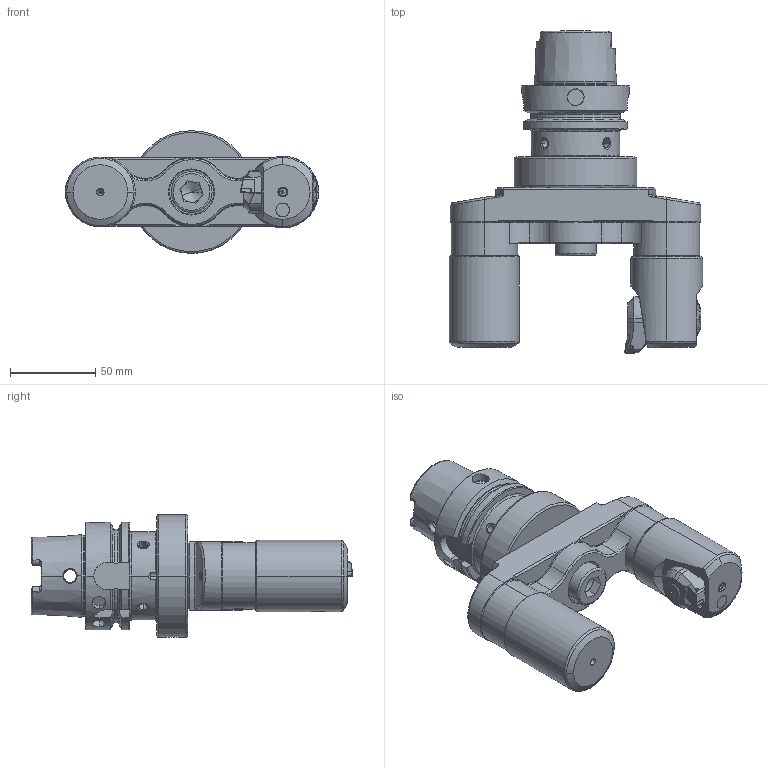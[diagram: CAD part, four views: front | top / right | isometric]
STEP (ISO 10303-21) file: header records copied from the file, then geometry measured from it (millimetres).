
FILE_DESCRIPTION (( 'STEP AP203' ), '1' );
FILE_NAME ('KoU-D32.ST4.145.STEP', '2017-11-15T12:17:32', ( 'SWIAdmin' ), ( 'Hewlett-Packard Company' ), 'SwSTEP 2.0', 'SolidWorks 2017', '' );
FILE_SCHEMA (( 'CONFIG_CONTROL_DESIGN' ));
Length unit declared in the file: millimetre
Products named in the file (31): ST4-F42.K21.057_max mit WP Halter Standart; A42-BG2.011.014_C; CCMT060204; KVT_MB_600_050; KoU-D32.ST4.145; F42-BG2.014.014_A; WCA-ER2.001.006_A; CWF-ST4.041.053_A; F42-BG2.015.022_A; F42-WCA.001.009; ST4-ER2.001.009_A; F42-BG1.011.027_C; Klebstoff D8; CWF-ST4.041.053; KoU-D32.ST4.145_B_KoU-D32.WN4.147; LMKAS 22 - ø21.8xø14x0.3; A42-BG3.011.030_C; ST4-ER1.001.011_A; HA6-D32.K01.060_D_Fertigbearbeitung; F42-BG1.014.027-B; A42-BG2.012.005_A; ST4-F42.K20.057_B; D32-ER2.001.022_B; ISO 4026 - M8 x 6; A42-BG2.013.005_C; F42-ER1.101.012_A; HA6-D32.K01.060_Schraube DIN 7984; T7 M2.5 x 6; A42-BG1.012.006_B; F42-WCA.001.009_C_fertigbearbeitet; DIN 7984 - M16 x 35
Assembly tree (37 placements, depth 5):
  KoU-D32.ST4.145
    KoU-D32.ST4.145_B_KoU-D32.WN4.147
    HA6-D32.K01.060_Schraube DIN 7984
      HA6-D32.K01.060_D_Fertigbearbeitung
      D32-ER2.001.022_B  x2
    DIN 7984 - M16 x 35
    KVT_MB_600_050  x2
    CWF-ST4.041.053
      CWF-ST4.041.053_A
      ST4-ER2.001.009_A  x2
    ST4-ER1.001.011_A  x2
    ST4-F42.K21.057_max mit WP Halter Standart
      ST4-F42.K20.057_B
      F42-ER1.101.012_A
      F42-WCA.001.009
        F42-WCA.001.009_C_fertigbearbeitet
        CCMT060204
        WCA-ER2.001.006_A
      ST4-ER2.001.009_A  x2
      Klebstoff D8
      A42-BG3.011.030_C
      F42-BG1.014.027-B
        A42-BG2.012.005_A
        A42-BG2.013.005_C
        A42-BG1.012.006_B
        F42-BG2.015.022_A
          A42-BG2.011.014_C
          F42-BG2.014.014_A
        F42-BG1.011.027_C
        LMKAS 22 - ø21.8xø14x0.3  x2
      ISO 4026 - M8 x 6
      T7 M2.5 x 6
Bounding box: 148.5 x 188.9 x 72 mm (x, y, z)
Volume: 473539.4 mm3; surface area: 120834.8 mm2
Topology: 35 solids, 35 shells, 1735 faces, 4298 edges, 2608 vertices
Faces by surface type: plane 559, cone 487, cylinder 412, torus 204, bspline 65, sphere 8
Entity records: 56695 total; most frequent: CARTESIAN_POINT 17147, ORIENTED_EDGE 7734, DIRECTION 7367, EDGE_CURVE 3867, AXIS2_PLACEMENT_3D 2932, VERTEX_POINT 2391, EDGE_LOOP 1664, ADVANCED_FACE 1566
